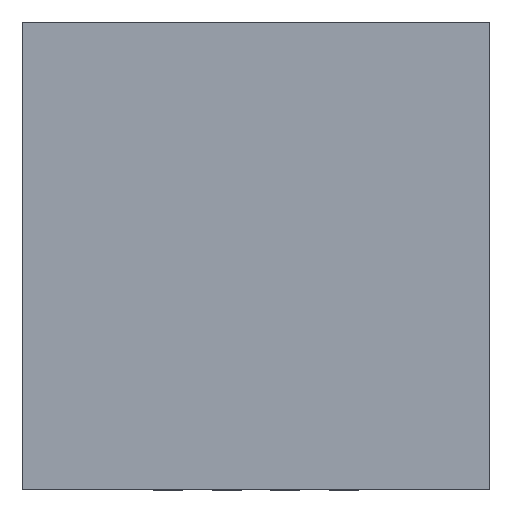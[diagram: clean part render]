
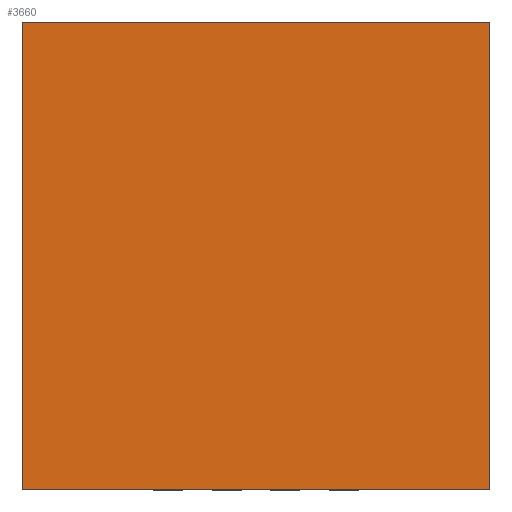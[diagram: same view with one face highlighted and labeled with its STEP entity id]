
A CAD part, top view. The second image highlights one B-rep face of the part: STEP entity #3660.
In plain terms, the highlighted face is planar.
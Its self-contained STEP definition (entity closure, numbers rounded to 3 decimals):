
#1632=DIRECTION('',(0.,0.,1.));
#1633=VECTOR('',#1632,4.);
#1634=CARTESIAN_POINT('',(-2.,0.775,-2.));
#1635=LINE('',#1634,#1633);
#1639=DIRECTION('',(-1.,0.,0.));
#1640=VECTOR('',#1639,4.);
#1641=CARTESIAN_POINT('',(2.,0.775,-2.));
#1642=LINE('',#1641,#1640);
#1646=DIRECTION('',(0.,0.,-1.));
#1647=VECTOR('',#1646,4.);
#1648=CARTESIAN_POINT('',(2.,0.775,2.));
#1649=LINE('',#1648,#1647);
#1653=DIRECTION('',(1.,0.,0.));
#1654=VECTOR('',#1653,4.);
#1655=CARTESIAN_POINT('',(-2.,0.775,2.));
#1656=LINE('',#1655,#1654);
#2150=CARTESIAN_POINT('',(-2.,0.775,-2.));
#2151=CARTESIAN_POINT('',(-2.,0.775,2.));
#2152=VERTEX_POINT('',#2150);
#2153=VERTEX_POINT('',#2151);
#2154=CARTESIAN_POINT('',(2.,0.775,2.));
#2155=VERTEX_POINT('',#2154);
#2156=CARTESIAN_POINT('',(2.,0.775,-2.));
#2157=VERTEX_POINT('',#2156);
#3649=CARTESIAN_POINT('',(0.,0.775,0.));
#3650=DIRECTION('',(0.,1.,0.));
#3651=DIRECTION('',(1.,0.,0.));
#3652=AXIS2_PLACEMENT_3D('',#3649,#3650,#3651);
#3653=PLANE('',#3652);
#3654=ORIENTED_EDGE('',*,*,#3546,.F.);
#3655=ORIENTED_EDGE('',*,*,#2919,.F.);
#3656=ORIENTED_EDGE('',*,*,#3181,.F.);
#3657=ORIENTED_EDGE('',*,*,#3432,.F.);
#3658=EDGE_LOOP('',(#3654,#3655,#3656,#3657));
#3659=FACE_OUTER_BOUND('',#3658,.F.);
#2919=EDGE_CURVE('',#2157,#2152,#1642,.T.);
#3181=EDGE_CURVE('',#2155,#2157,#1649,.T.);
#3432=EDGE_CURVE('',#2153,#2155,#1656,.T.);
#3546=EDGE_CURVE('',#2152,#2153,#1635,.T.);
#3660=ADVANCED_FACE('',(#3659),#3653,.T.);
